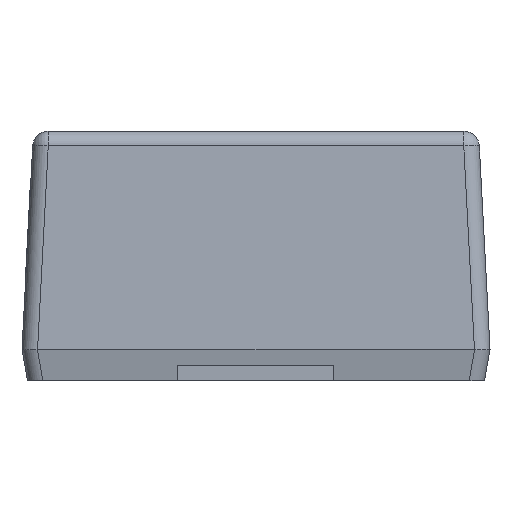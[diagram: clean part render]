
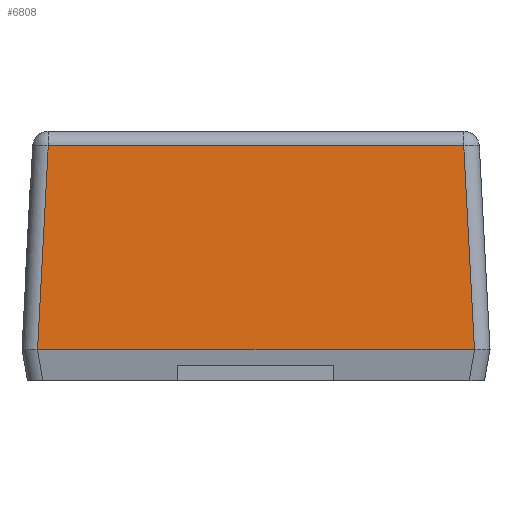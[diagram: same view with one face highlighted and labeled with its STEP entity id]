
A CAD part, left-side view. The second image highlights one B-rep face of the part: STEP entity #6808.
In plain terms, the highlighted planar face has unit normal (-0.999, 0, 0.052).
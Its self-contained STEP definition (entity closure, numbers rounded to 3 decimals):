
#117 = DIRECTION ( 'NONE',  ( 0.052, 0.052, 0.997 ) ) ;
#752 = DIRECTION ( 'NONE',  ( 0., 1., 0. ) ) ;
#1582 = CARTESIAN_POINT ( 'NONE',  ( -1.216, 0.666, 0.653 ) ) ;
#1683 = LINE ( 'NONE', #11684, #2685 ) ;
#2003 = ORIENTED_EDGE ( 'NONE', *, *, #9985, .T. ) ;
#2079 = VECTOR ( 'NONE', #117, 1000. ) ;
#2464 = VERTEX_POINT ( 'NONE', #2930 ) ;
#2632 = VECTOR ( 'NONE', #8403, 1000. ) ;
#2685 = VECTOR ( 'NONE', #752, 1000. ) ;
#2930 = CARTESIAN_POINT ( 'NONE',  ( -1.216, -0.666, 0.653 ) ) ;
#3048 = CARTESIAN_POINT ( 'NONE',  ( -1.25, -0.7, -0.003 ) ) ;
#3373 = DIRECTION ( 'NONE',  ( 0.052, 0., 0.999 ) ) ;
#3984 = ORIENTED_EDGE ( 'NONE', *, *, #9554, .T. ) ;
#4464 = PLANE ( 'NONE',  #11979 ) ;
#5499 = CARTESIAN_POINT ( 'NONE',  ( -1.25, -0.75, 0. ) ) ;
#5802 = CARTESIAN_POINT ( 'NONE',  ( -1.25, 0.7, 0. ) ) ;
#6361 = DIRECTION ( 'NONE',  ( 0., -1., 0. ) ) ;
#6390 = FACE_OUTER_BOUND ( 'NONE', #9663, .T. ) ;
#6808 = ADVANCED_FACE ( 'NONE', ( #6390 ), #4464, .T. ) ;
#6891 = EDGE_CURVE ( 'NONE', #2464, #8222, #1683, .T. ) ;
#7136 = VERTEX_POINT ( 'NONE', #5802 ) ;
#7249 = CARTESIAN_POINT ( 'NONE',  ( -1.25, -0.75, 0. ) ) ;
#7870 = EDGE_CURVE ( 'NONE', #8222, #7136, #9357, .T. ) ;
#8127 = LINE ( 'NONE', #7249, #8445 ) ;
#8222 = VERTEX_POINT ( 'NONE', #1582 ) ;
#8288 = DIRECTION ( 'NONE',  ( -0.999, 0., 0.052 ) ) ;
#8403 = DIRECTION ( 'NONE',  ( -0.052, 0.052, -0.997 ) ) ;
#8445 = VECTOR ( 'NONE', #6361, 1000. ) ;
#8464 = CARTESIAN_POINT ( 'NONE',  ( -1.25, -0.7, 0. ) ) ;
#8982 = LINE ( 'NONE', #3048, #2079 ) ;
#9357 = LINE ( 'NONE', #12462, #2632 ) ;
#9554 = EDGE_CURVE ( 'NONE', #10754, #2464, #8982, .T. ) ;
#9663 = EDGE_LOOP ( 'NONE', ( #2003, #3984, #12089, #11188 ) ) ;
#9985 = EDGE_CURVE ( 'NONE', #7136, #10754, #8127, .T. ) ;
#10754 = VERTEX_POINT ( 'NONE', #8464 ) ;
#11188 = ORIENTED_EDGE ( 'NONE', *, *, #7870, .T. ) ;
#11684 = CARTESIAN_POINT ( 'NONE',  ( -1.216, 0.713, 0.653 ) ) ;
#11979 = AXIS2_PLACEMENT_3D ( 'NONE', #5499, #8288, #3373 ) ;
#12089 = ORIENTED_EDGE ( 'NONE', *, *, #6891, .T. ) ;
#12462 = CARTESIAN_POINT ( 'NONE',  ( -1.246, 0.696, 0.076 ) ) ;
